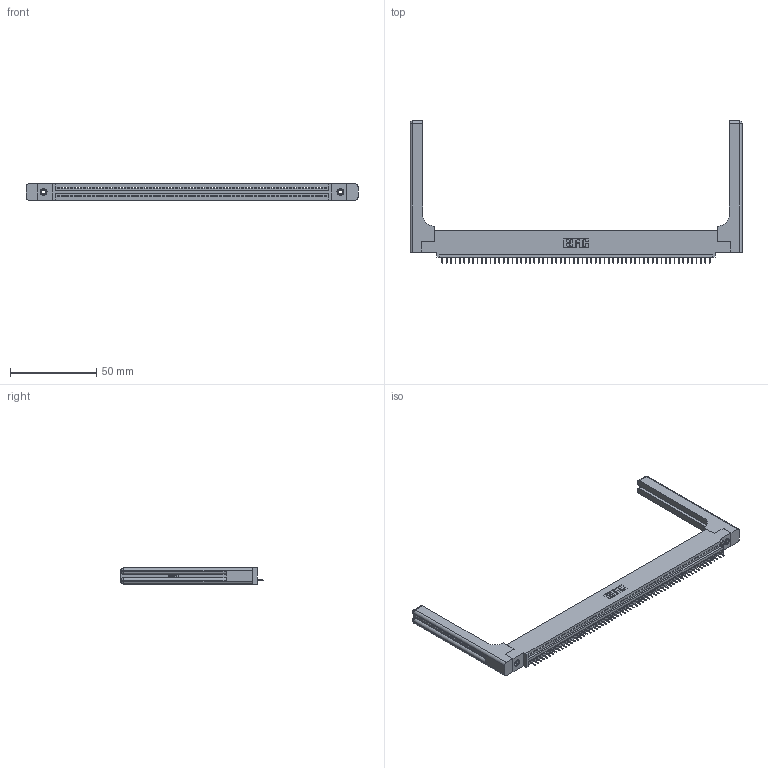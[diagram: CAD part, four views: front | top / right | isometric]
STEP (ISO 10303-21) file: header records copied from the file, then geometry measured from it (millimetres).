
FILE_DESCRIPTION (( 'STEP AP203' ), '1' );
FILE_NAME ('395-062-525-458.STEP', '2020-09-24T22:06:24', ( '' ), ( '' ), 'SwSTEP 2.0', 'SolidWorks 2020', '' );
FILE_SCHEMA (( 'CONFIG_CONTROL_DESIGN' ));
Length unit declared in the file: inch
Products named in the file (5): 345-220-058_345-220-058; 345-250-001_345-250-001-102; 345-292-001_345-293-125; 345 Part_0.110 Offset - 0.156 Dia-TH; 395-062-525-458
Assembly tree (67 placements, depth 2):
  395-062-525-458
    345 Part_0.110 Offset - 0.156 Dia-TH
    345-292-001_345-293-125  x62
    345-250-001_345-250-001-102  x2
    345-220-058_345-220-058  x2
Bounding box: 192.51 x 82.47 x 9.4 mm (x, y, z)
Volume: 26626.8 mm3; surface area: 28897.3 mm2
Topology: 67 solids, 67 shells, 4230 faces, 12179 edges, 7850 vertices
Faces by surface type: plane 3084, cylinder 1086, bspline 36, cone 12, sphere 8, torus 4
Entity records: 49358 total; most frequent: CARTESIAN_POINT 9519, ORIENTED_EDGE 8312, DIRECTION 7232, EDGE_CURVE 4156, VECTOR 3688, LINE 3688, VERTEX_POINT 2758, AXIS2_PLACEMENT_3D 1772
